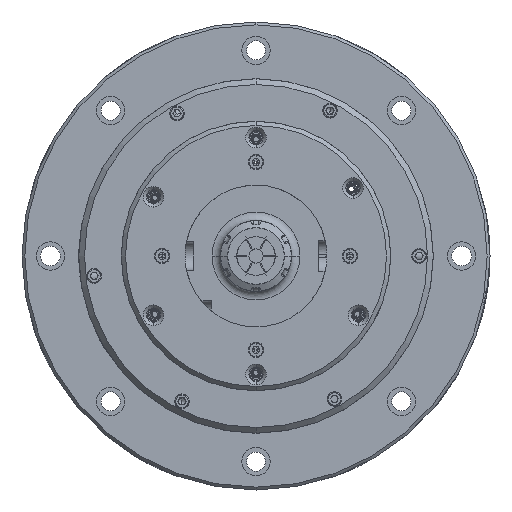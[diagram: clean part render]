
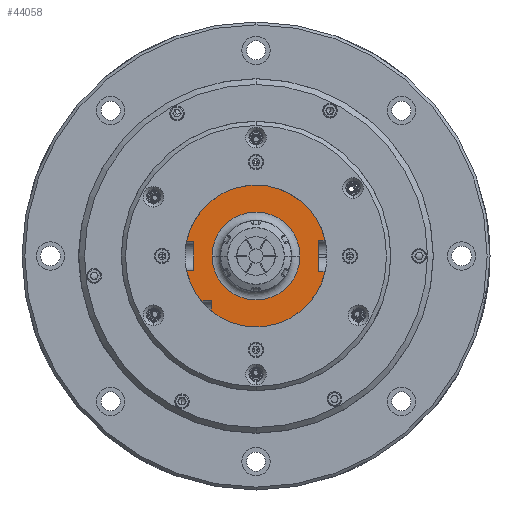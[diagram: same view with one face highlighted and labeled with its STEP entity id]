
A CAD part, left-side view. The second image highlights one B-rep face of the part: STEP entity #44058.
In plain terms, the highlighted planar face has unit normal (-1, 0, 0).
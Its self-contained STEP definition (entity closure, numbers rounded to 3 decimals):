
#7940 = CIRCLE ( 'NONE', #7962, 31. ) ;
#7952 = CARTESIAN_POINT ( 'NONE',  ( -29., -31., 0. ) ) ;
#7953 = CARTESIAN_POINT ( 'NONE',  ( -29., 31., 0. ) ) ;
#7959 = DIRECTION ( 'NONE',  ( 0., -1., 0. ) ) ;
#7960 = DIRECTION ( 'NONE',  ( 1., 0., 0. ) ) ;
#7961 = CARTESIAN_POINT ( 'NONE',  ( -29., 0., 0. ) ) ;
#7962 = AXIS2_PLACEMENT_3D ( 'NONE', #7961, #7960, #7959 ) ;
#8216 = VECTOR ( 'NONE', #8217, 1000. ) ;
#8217 = DIRECTION ( 'NONE',  ( 0., -1., 0. ) ) ;
#8218 = CARTESIAN_POINT ( 'NONE',  ( -29., 50.001, -31.5 ) ) ;
#8304 = LINE ( 'NONE', #8218, #8216 ) ;
#8765 = CARTESIAN_POINT ( 'NONE',  ( -29., 48.99, 10. ) ) ;
#8814 = DIRECTION ( 'NONE',  ( 0., 1., 0. ) ) ;
#8815 = VECTOR ( 'NONE', #8814, 1000. ) ;
#8831 = CARTESIAN_POINT ( 'NONE',  ( -29., -48.775, 11. ) ) ;
#8833 = CARTESIAN_POINT ( 'NONE',  ( -29., 44., -10. ) ) ;
#8836 = CARTESIAN_POINT ( 'NONE',  ( -29., 44., 10. ) ) ;
#8838 = DIRECTION ( 'NONE',  ( 0., 0., -1. ) ) ;
#8839 = VECTOR ( 'NONE', #8838, 1000. ) ;
#8843 = CARTESIAN_POINT ( 'NONE',  ( -29., 44., 10. ) ) ;
#8844 = LINE ( 'NONE', #8843, #8839 ) ;
#8890 = CARTESIAN_POINT ( 'NONE',  ( -29., -50.001, -11. ) ) ;
#8891 = LINE ( 'NONE', #8890, #8815 ) ;
#8919 = CARTESIAN_POINT ( 'NONE',  ( -29., 50.001, 10. ) ) ;
#8920 = LINE ( 'NONE', #8919, #9057 ) ;
#8961 = AXIS2_PLACEMENT_3D ( 'NONE', #9044, #9042, #9041 ) ;
#8964 = DIRECTION ( 'NONE',  ( 0., -1., 0. ) ) ;
#8965 = VECTOR ( 'NONE', #8964, 1000. ) ;
#8979 = CARTESIAN_POINT ( 'NONE',  ( -29., 50.001, -10. ) ) ;
#8980 = LINE ( 'NONE', #8979, #8965 ) ;
#8988 = CARTESIAN_POINT ( 'NONE',  ( -29., 48.99, -10. ) ) ;
#9041 = DIRECTION ( 'NONE',  ( 0., -1., 0. ) ) ;
#9042 = DIRECTION ( 'NONE',  ( 1., 0., 0. ) ) ;
#9044 = CARTESIAN_POINT ( 'NONE',  ( -29., 0., 0. ) ) ;
#9046 = CIRCLE ( 'NONE', #8961, 50. ) ;
#9056 = DIRECTION ( 'NONE',  ( 0., -1., 0. ) ) ;
#9057 = VECTOR ( 'NONE', #9056, 1000. ) ;
#9197 = CARTESIAN_POINT ( 'NONE',  ( -29., 31.5, -31.5 ) ) ;
#9322 = CARTESIAN_POINT ( 'NONE',  ( -29., 38.83, -31.5 ) ) ;
#9417 = CARTESIAN_POINT ( 'NONE',  ( -29., -48.775, -11. ) ) ;
#9420 = CARTESIAN_POINT ( 'NONE',  ( -29., -44., -11. ) ) ;
#9426 = DIRECTION ( 'NONE',  ( 0., 0., -1. ) ) ;
#9427 = VECTOR ( 'NONE', #9426, 1000. ) ;
#9428 = CARTESIAN_POINT ( 'NONE',  ( -29., -44., 11. ) ) ;
#9439 = LINE ( 'NONE', #9428, #9427 ) ;
#9480 = CARTESIAN_POINT ( 'NONE',  ( -29., 0., 0. ) ) ;
#9491 = CARTESIAN_POINT ( 'NONE',  ( -29., -50.001, 11. ) ) ;
#9492 = LINE ( 'NONE', #9491, #9543 ) ;
#9522 = DIRECTION ( 'NONE',  ( 0., -1., 0. ) ) ;
#9523 = DIRECTION ( 'NONE',  ( 1., 0., 0. ) ) ;
#9524 = AXIS2_PLACEMENT_3D ( 'NONE', #9480, #9523, #9522 ) ;
#9528 = CIRCLE ( 'NONE', #9524, 31. ) ;
#9542 = DIRECTION ( 'NONE',  ( 0., 1., 0. ) ) ;
#9543 = VECTOR ( 'NONE', #9542, 1000. ) ;
#9558 = CARTESIAN_POINT ( 'NONE',  ( -29., -44., 11. ) ) ;
#9605 = DIRECTION ( 'NONE',  ( 0., 0., -1. ) ) ;
#9684 = AXIS2_PLACEMENT_3D ( 'NONE', #9731, #9730, #9729 ) ;
#9693 = DIRECTION ( 'NONE',  ( 0., -1., 0. ) ) ;
#9699 = DIRECTION ( 'NONE',  ( 1., 0., 0. ) ) ;
#9706 = CARTESIAN_POINT ( 'NONE',  ( -29., 0., -50. ) ) ;
#9707 = FACE_OUTER_BOUND ( 'NONE', #44060, .T. ) ;
#9708 = FACE_BOUND ( 'NONE', #44054, .T. ) ;
#9709 = AXIS2_PLACEMENT_3D ( 'NONE', #9706, #9699, #9693 ) ;
#9729 = DIRECTION ( 'NONE',  ( 0., -1., 0. ) ) ;
#9730 = DIRECTION ( 'NONE',  ( 1., 0., 0. ) ) ;
#9731 = CARTESIAN_POINT ( 'NONE',  ( -29., 0., 0. ) ) ;
#9758 = CARTESIAN_POINT ( 'NONE',  ( -29., 31.5, -42.5 ) ) ;
#9759 = VECTOR ( 'NONE', #9605, 1000. ) ;
#9776 = LINE ( 'NONE', #9758, #9759 ) ;
#9783 = CARTESIAN_POINT ( 'NONE',  ( -29., 31.5, -38.83 ) ) ;
#9800 = CIRCLE ( 'NONE', #9684, 50. ) ;
#9820 = PLANE ( 'NONE',  #9709 ) ;
#10099 = DIRECTION ( 'NONE',  ( 0., -1., 0. ) ) ;
#10100 = DIRECTION ( 'NONE',  ( 1., 0., 0. ) ) ;
#10107 = CARTESIAN_POINT ( 'NONE',  ( -29., 0., 0. ) ) ;
#10110 = CIRCLE ( 'NONE', #10174, 50. ) ;
#10174 = AXIS2_PLACEMENT_3D ( 'NONE', #10107, #10100, #10099 ) ;
#42925 = EDGE_CURVE ( 'NONE', #42933, #42934, #7940, .T. ) ;
#42933 = VERTEX_POINT ( 'NONE', #7953 ) ;
#42934 = VERTEX_POINT ( 'NONE', #7952 ) ;
#43287 = EDGE_CURVE ( 'NONE', #43801, #43783, #8304, .T. ) ;
#43602 = EDGE_CURVE ( 'NONE', #43892, #43884, #8891, .T. ) ;
#43622 = EDGE_CURVE ( 'NONE', #43631, #43628, #8844, .T. ) ;
#43625 = VERTEX_POINT ( 'NONE', #8831 ) ;
#43627 = VERTEX_POINT ( 'NONE', #8765 ) ;
#43628 = VERTEX_POINT ( 'NONE', #8833 ) ;
#43631 = VERTEX_POINT ( 'NONE', #8836 ) ;
#43658 = EDGE_CURVE ( 'NONE', #43627, #43631, #8920, .T. ) ;
#43676 = EDGE_CURVE ( 'NONE', #43679, #43628, #8980, .T. ) ;
#43679 = VERTEX_POINT ( 'NONE', #8988 ) ;
#43684 = EDGE_CURVE ( 'NONE', #43627, #43625, #9046, .T. ) ;
#43783 = VERTEX_POINT ( 'NONE', #9197 ) ;
#43801 = VERTEX_POINT ( 'NONE', #9322 ) ;
#43875 = EDGE_CURVE ( 'NONE', #43920, #43884, #9439, .T. ) ;
#43884 = VERTEX_POINT ( 'NONE', #9420 ) ;
#43892 = VERTEX_POINT ( 'NONE', #9417 ) ;
#43920 = VERTEX_POINT ( 'NONE', #9558 ) ;
#43924 = EDGE_CURVE ( 'NONE', #43625, #43920, #9492, .T. ) ;
#43931 = ORIENTED_EDGE ( 'NONE', *, *, #43960, .T. ) ;
#43942 = ORIENTED_EDGE ( 'NONE', *, *, #44091, .F. ) ;
#43943 = ORIENTED_EDGE ( 'NONE', *, *, #43658, .T. ) ;
#43947 = ORIENTED_EDGE ( 'NONE', *, *, #43875, .F. ) ;
#43950 = ORIENTED_EDGE ( 'NONE', *, *, #43924, .F. ) ;
#43960 = EDGE_CURVE ( 'NONE', #42934, #42933, #9528, .T. ) ;
#43997 = EDGE_CURVE ( 'NONE', #43783, #44081, #9776, .T. ) ;
#44019 = ORIENTED_EDGE ( 'NONE', *, *, #44365, .F. ) ;
#44022 = ORIENTED_EDGE ( 'NONE', *, *, #43602, .T. ) ;
#44028 = ORIENTED_EDGE ( 'NONE', *, *, #43684, .F. ) ;
#44030 = ORIENTED_EDGE ( 'NONE', *, *, #43622, .T. ) ;
#44054 = EDGE_LOOP ( 'NONE', ( #43931, #44061 ) ) ;
#44058 = ADVANCED_FACE ( 'NONE', ( #9708, #9707 ), #9820, .F. ) ;
#44060 = EDGE_LOOP ( 'NONE', ( #44019, #44065, #44064, #43942, #44022, #43947, #43950, #44028, #43943, #44030, #44440 ) ) ;
#44061 = ORIENTED_EDGE ( 'NONE', *, *, #42925, .T. ) ;
#44064 = ORIENTED_EDGE ( 'NONE', *, *, #43997, .T. ) ;
#44065 = ORIENTED_EDGE ( 'NONE', *, *, #43287, .T. ) ;
#44081 = VERTEX_POINT ( 'NONE', #9783 ) ;
#44091 = EDGE_CURVE ( 'NONE', #43892, #44081, #9800, .T. ) ;
#44365 = EDGE_CURVE ( 'NONE', #43801, #43679, #10110, .T. ) ;
#44440 = ORIENTED_EDGE ( 'NONE', *, *, #43676, .F. ) ;
